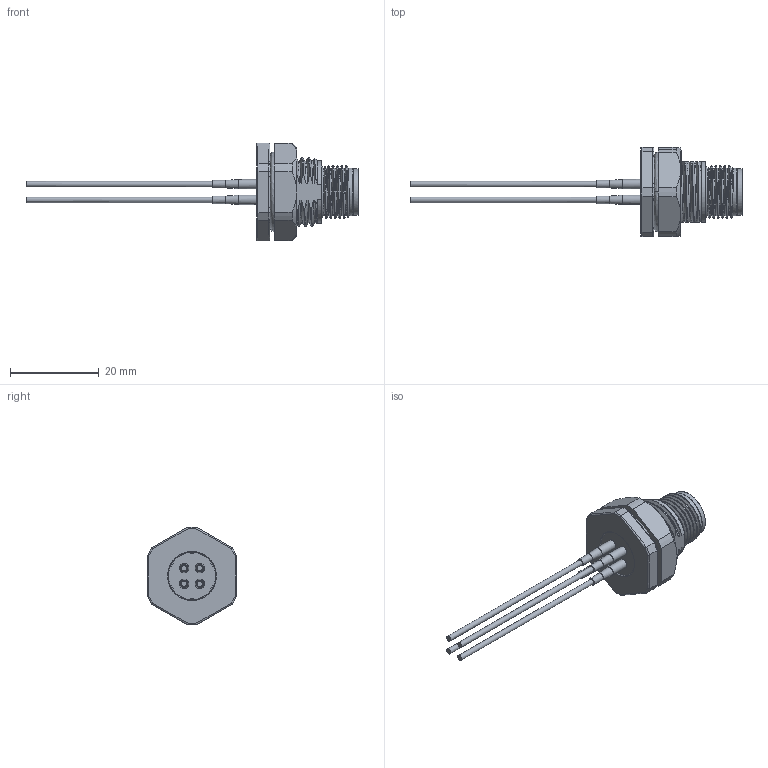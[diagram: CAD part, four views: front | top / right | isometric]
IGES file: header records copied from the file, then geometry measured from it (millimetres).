
Start section: C
Global section: file name: 643411100404.iges; native system: By Siemens PLM Incorporated; preprocessor: XPlus GENERIC/IGES 24.0.124; author: Author; organization: Title; date: 20221219.112238; units: millimetre
Bounding box: 74.66 x 20 x 22 mm (x, y, z)
Surface area: 7168.5 mm2 (no closed solid volume)
Topology: 0 solids, 0 shells, 738 faces, 4437 edges, 4433 vertices
Faces by surface type: bspline 738
